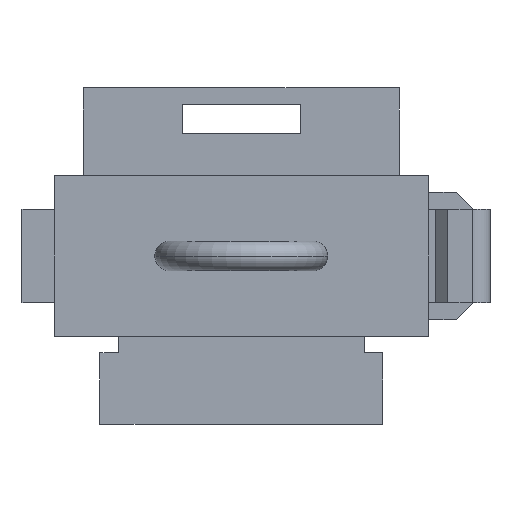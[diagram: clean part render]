
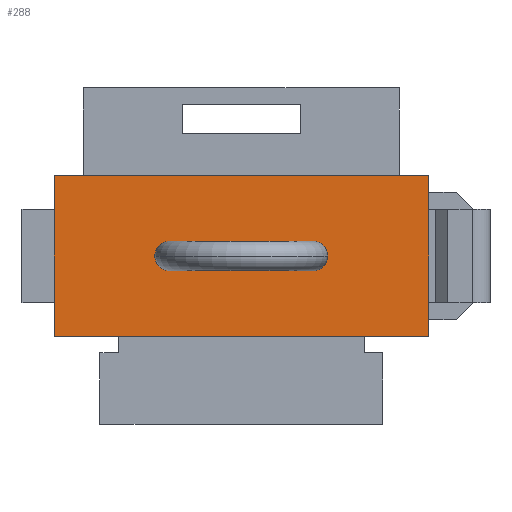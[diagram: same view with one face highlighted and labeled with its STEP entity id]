
A CAD part, front view. The second image highlights one B-rep face of the part: STEP entity #288.
In plain terms, the highlighted planar face has unit normal (0, -1, 0).
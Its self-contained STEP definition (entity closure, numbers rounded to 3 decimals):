
#20 = VECTOR ( 'NONE', #420, 1000. ) ;
#193 = PLANE ( 'NONE',  #2712 ) ;
#227 = ORIENTED_EDGE ( 'NONE', *, *, #326, .F. ) ;
#288 = ADVANCED_FACE ( 'NONE', ( #1418 ), #193, .T. ) ;
#326 = EDGE_CURVE ( 'NONE', #1239, #1046, #2804, .T. ) ;
#420 = DIRECTION ( 'NONE',  ( 0., 0., -1. ) ) ;
#565 = CARTESIAN_POINT ( 'NONE',  ( -12.8, 0., -5.5 ) ) ;
#586 = VECTOR ( 'NONE', #998, 1000. ) ;
#648 = CARTESIAN_POINT ( 'NONE',  ( 12.8, 0., 5.5 ) ) ;
#676 = DIRECTION ( 'NONE',  ( 0., 0., 1. ) ) ;
#727 = ORIENTED_EDGE ( 'NONE', *, *, #788, .F. ) ;
#788 = EDGE_CURVE ( 'NONE', #1013, #2570, #1823, .T. ) ;
#892 = CARTESIAN_POINT ( 'NONE',  ( 12.8, 0., 5.5 ) ) ;
#998 = DIRECTION ( 'NONE',  ( -1., 0., 0. ) ) ;
#1013 = VERTEX_POINT ( 'NONE', #2813 ) ;
#1046 = VERTEX_POINT ( 'NONE', #1205 ) ;
#1205 = CARTESIAN_POINT ( 'NONE',  ( 12.8, 0., -5.5 ) ) ;
#1239 = VERTEX_POINT ( 'NONE', #648 ) ;
#1361 = CARTESIAN_POINT ( 'NONE',  ( 0., 0., 0. ) ) ;
#1418 = FACE_OUTER_BOUND ( 'NONE', #2611, .T. ) ;
#1462 = CARTESIAN_POINT ( 'NONE',  ( -12.8, 0., 5.5 ) ) ;
#1483 = LINE ( 'NONE', #565, #586 ) ;
#1575 = CARTESIAN_POINT ( 'NONE',  ( -12.8, 0., 5.5 ) ) ;
#1823 = LINE ( 'NONE', #1575, #2375 ) ;
#1869 = VECTOR ( 'NONE', #2685, 1000. ) ;
#1989 = LINE ( 'NONE', #1462, #1869 ) ;
#2135 = EDGE_CURVE ( 'NONE', #2570, #1239, #1989, .T. ) ;
#2275 = DIRECTION ( 'NONE',  ( 0., -1., 0. ) ) ;
#2282 = ORIENTED_EDGE ( 'NONE', *, *, #2789, .F. ) ;
#2375 = VECTOR ( 'NONE', #676, 1000. ) ;
#2570 = VERTEX_POINT ( 'NONE', #2842 ) ;
#2611 = EDGE_LOOP ( 'NONE', ( #227, #2800, #727, #2282 ) ) ;
#2685 = DIRECTION ( 'NONE',  ( 1., 0., 0. ) ) ;
#2712 = AXIS2_PLACEMENT_3D ( 'NONE', #1361, #2275, #2746 ) ;
#2746 = DIRECTION ( 'NONE',  ( 0., 0., -1. ) ) ;
#2789 = EDGE_CURVE ( 'NONE', #1046, #1013, #1483, .T. ) ;
#2800 = ORIENTED_EDGE ( 'NONE', *, *, #2135, .F. ) ;
#2804 = LINE ( 'NONE', #892, #20 ) ;
#2813 = CARTESIAN_POINT ( 'NONE',  ( -12.8, 0., -5.5 ) ) ;
#2842 = CARTESIAN_POINT ( 'NONE',  ( -12.8, 0., 5.5 ) ) ;
